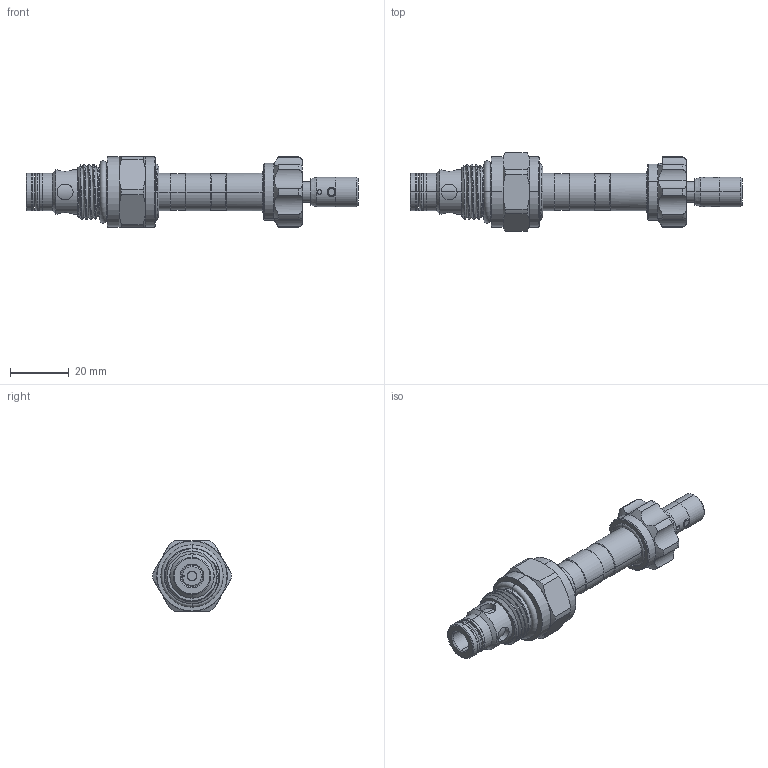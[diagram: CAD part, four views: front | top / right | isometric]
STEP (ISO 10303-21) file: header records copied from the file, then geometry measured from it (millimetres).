
FILE_DESCRIPTION (( 'STEP AP203' ), '1' );
FILE_NAME ('EP08W2A10T05.STEP', '2020-04-06T08:13:18', ( '' ), ( '' ), 'SwSTEP 2.0', 'SolidWorks 2018', '' );
FILE_SCHEMA (( 'CONFIG_CONTROL_DESIGN' ));
Length unit declared in the file: millimetre
Products named in the file (1): EP08W2A10T05
Bounding box: 112.8 x 26.69 x 24 mm (x, y, z)
Volume: 22925.8 mm3; surface area: 8812.7 mm2
Topology: 4 solids, 4 shells, 239 faces, 548 edges, 342 vertices
Faces by surface type: cylinder 124, cone 50, plane 37, torus 22, bspline 4, sphere 2
Entity records: 10655 total; most frequent: CARTESIAN_POINT 5224, DIRECTION 1151, ORIENTED_EDGE 1096, EDGE_CURVE 548, AXIS2_PLACEMENT_3D 494, VERTEX_POINT 342, EDGE_LOOP 272, CIRCLE 258
